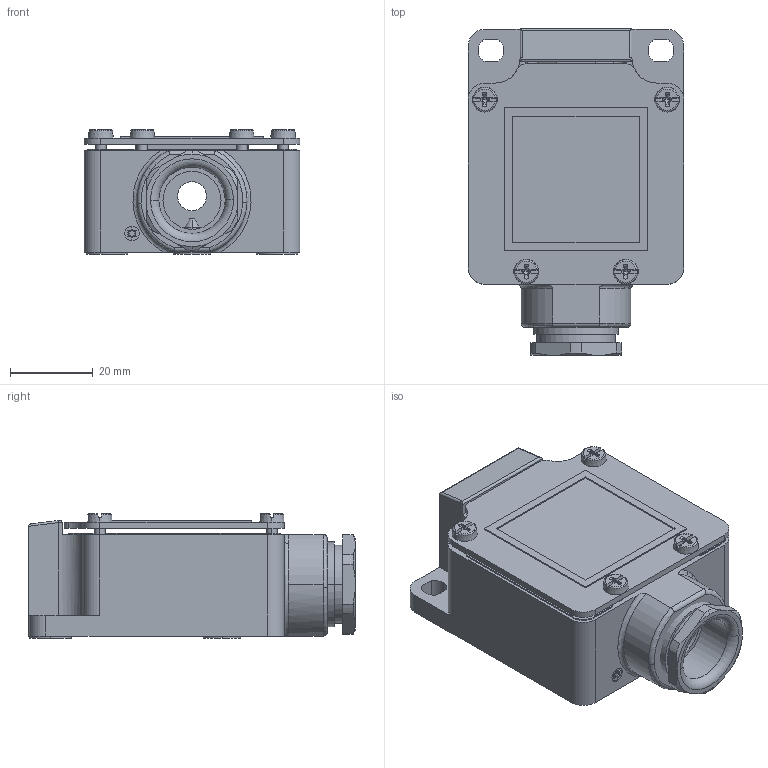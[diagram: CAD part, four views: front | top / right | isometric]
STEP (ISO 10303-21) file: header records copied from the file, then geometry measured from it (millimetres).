
FILE_DESCRIPTION(('STEP AP242'),'1');
FILE_NAME('switch_zckl1h7.stp','2021-04-15T14:18:13',('TraceParts'),('TraceParts S.A.'),'Spatial InterOp 3D',' ',' ');
FILE_SCHEMA(('AP242_MANAGED_MODEL_BASED_3D_ENGINEERING_MIM_LF {1 0 10303 442 1 1 4}'));
Length unit declared in the file: millimetre
Products named in the file (1): switch_zckl1h7_1
Bounding box: 52 x 78.7 x 30 mm (x, y, z)
Volume: 28454.3 mm3; surface area: 28812.9 mm2
Topology: 10 solids, 10 shells, 660 faces, 1762 edges, 1146 vertices
Faces by surface type: plane 346, cylinder 173, cone 101, torus 29, bspline 11
Entity records: 21647 total; most frequent: CARTESIAN_POINT 5129, ORIENTED_EDGE 3492, DIRECTION 3370, EDGE_CURVE 1746, AXIS2_PLACEMENT_3D 1188, VERTEX_POINT 1146, LINE 994, VECTOR 994
